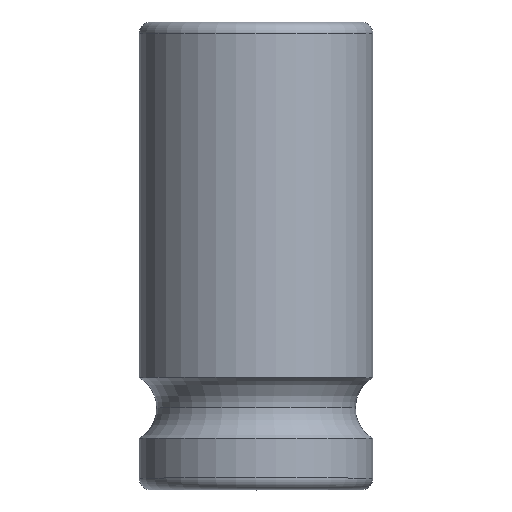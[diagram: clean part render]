
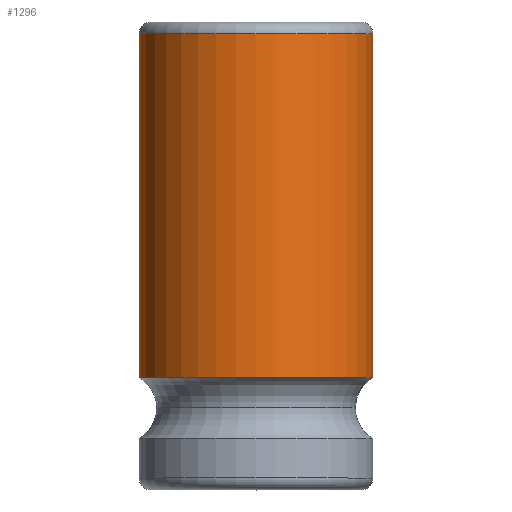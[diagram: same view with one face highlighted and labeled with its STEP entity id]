
A CAD part, top view. The second image highlights one B-rep face of the part: STEP entity #1296.
In plain terms, the highlighted cylindrical face has radius 5 mm (diameter 10 mm), a partial arc.
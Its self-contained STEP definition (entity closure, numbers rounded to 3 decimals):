
#97 = VERTEX_POINT ( 'NONE', #701 ) ;
#134 = EDGE_CURVE ( 'NONE', #2231, #97, #1109, .T. ) ;
#149 = EDGE_CURVE ( 'NONE', #97, #2241, #1112, .T. ) ;
#150 = EDGE_CURVE ( 'NONE', #2232, #2241, #1078, .T. ) ;
#269 = DIRECTION ( 'NONE',  ( 0., 0., -1. ) ) ;
#270 = DIRECTION ( 'NONE',  ( 0., -1., 0. ) ) ;
#278 = CARTESIAN_POINT ( 'NONE',  ( 0., -65.127, 0. ) ) ;
#490 = CARTESIAN_POINT ( 'NONE',  ( 5., -65.127, 0. ) ) ;
#491 = DIRECTION ( 'NONE',  ( 0., 1., 0. ) ) ;
#557 = LINE ( 'NONE', #490, #558 ) ;
#558 = VECTOR ( 'NONE', #491, 1000. ) ;
#661 = AXIS2_PLACEMENT_3D ( 'NONE', #808, #815, #816 ) ;
#674 = AXIS2_PLACEMENT_3D ( 'NONE', #858, #868, #869 ) ;
#701 = CARTESIAN_POINT ( 'NONE',  ( -5., 19.5, 0. ) ) ;
#808 = CARTESIAN_POINT ( 'NONE',  ( 0., 19.5, 0. ) ) ;
#815 = DIRECTION ( 'NONE',  ( 0., -1., 0. ) ) ;
#816 = DIRECTION ( 'NONE',  ( 0., 0., -1. ) ) ;
#858 = CARTESIAN_POINT ( 'NONE',  ( 0., 4.799, 0. ) ) ;
#865 = CARTESIAN_POINT ( 'NONE',  ( -5., -65.127, 0. ) ) ;
#866 = DIRECTION ( 'NONE',  ( 0., -1., 0. ) ) ;
#868 = DIRECTION ( 'NONE',  ( 0., -1., 0. ) ) ;
#869 = DIRECTION ( 'NONE',  ( 0., 0., -1. ) ) ;
#1073 = VECTOR ( 'NONE', #866, 1000. ) ;
#1078 = CIRCLE ( 'NONE', #674, 5. ) ;
#1109 = CIRCLE ( 'NONE', #661, 5. ) ;
#1112 = LINE ( 'NONE', #865, #1073 ) ;
#1224 = CARTESIAN_POINT ( 'NONE',  ( 5., 19.5, 0. ) ) ;
#1225 = CARTESIAN_POINT ( 'NONE',  ( 5., 4.799, 0. ) ) ;
#1234 = CARTESIAN_POINT ( 'NONE',  ( -5., 4.799, 0. ) ) ;
#1296 = ADVANCED_FACE ( 'NONE', ( #1960 ), #1961, .T. ) ;
#1471 = EDGE_LOOP ( 'NONE', ( #1539, #1498, #1479, #1525 ) ) ;
#1479 = ORIENTED_EDGE ( 'NONE', *, *, #134, .T. ) ;
#1498 = ORIENTED_EDGE ( 'NONE', *, *, #2210, .T. ) ;
#1525 = ORIENTED_EDGE ( 'NONE', *, *, #149, .T. ) ;
#1539 = ORIENTED_EDGE ( 'NONE', *, *, #150, .F. ) ;
#1960 = FACE_OUTER_BOUND ( 'NONE', #1471, .T. ) ;
#1961 = CYLINDRICAL_SURFACE ( 'NONE', #2030, 5. ) ;
#2030 = AXIS2_PLACEMENT_3D ( 'NONE', #278, #270, #269 ) ;
#2210 = EDGE_CURVE ( 'NONE', #2232, #2231, #557, .T. ) ;
#2231 = VERTEX_POINT ( 'NONE', #1224 ) ;
#2232 = VERTEX_POINT ( 'NONE', #1225 ) ;
#2241 = VERTEX_POINT ( 'NONE', #1234 ) ;
